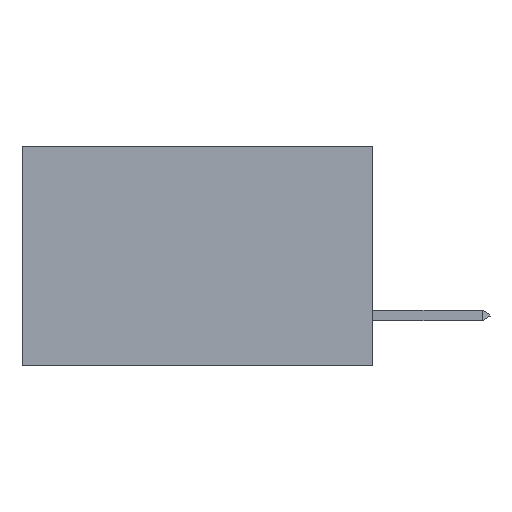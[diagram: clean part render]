
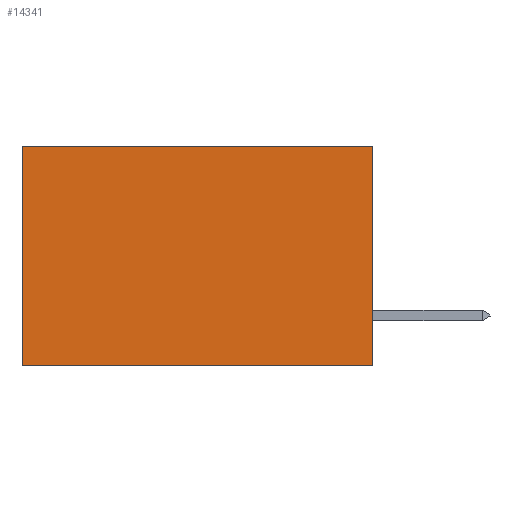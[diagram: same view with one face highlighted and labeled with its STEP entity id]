
A CAD part, left-side view. The second image highlights one B-rep face of the part: STEP entity #14341.
In plain terms, the highlighted planar face has unit normal (-1, 0, 0).
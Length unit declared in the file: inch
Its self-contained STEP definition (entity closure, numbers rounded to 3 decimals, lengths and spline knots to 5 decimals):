
#2475 = CARTESIAN_POINT ( 'NONE',  ( 0.277, 0., 0. ) ) ;
#2530 = CARTESIAN_POINT ( 'NONE',  ( 0.277, 0., -0.37 ) ) ;
#2986 = CARTESIAN_POINT ( 'NONE',  ( 0.277, 0.59, -0.37 ) ) ;
#3974 = LINE ( 'NONE', #21960, #24016 ) ;
#4097 = VECTOR ( 'NONE', #21328, 39.37008 ) ;
#4166 = VERTEX_POINT ( 'NONE', #8953 ) ;
#4308 = FACE_OUTER_BOUND ( 'NONE', #8235, .T. ) ;
#4460 = DIRECTION ( 'NONE',  ( 0., 0., -1. ) ) ;
#4807 = CARTESIAN_POINT ( 'NONE',  ( 0.277, 0., 0. ) ) ;
#5884 = LINE ( 'NONE', #2475, #15906 ) ;
#8235 = EDGE_LOOP ( 'NONE', ( #18340, #9402, #12585, #12480 ) ) ;
#8953 = CARTESIAN_POINT ( 'NONE',  ( 0.277, 0.59, 0. ) ) ;
#9217 = LINE ( 'NONE', #11190, #23684 ) ;
#9402 = ORIENTED_EDGE ( 'NONE', *, *, #11737, .F. ) ;
#9605 = EDGE_CURVE ( 'NONE', #4166, #20902, #19150, .T. ) ;
#11190 = CARTESIAN_POINT ( 'NONE',  ( 0.277, 0., -0.37 ) ) ;
#11737 = EDGE_CURVE ( 'NONE', #23609, #20902, #3974, .T. ) ;
#12480 = ORIENTED_EDGE ( 'NONE', *, *, #18791, .T. ) ;
#12585 = ORIENTED_EDGE ( 'NONE', *, *, #16718, .F. ) ;
#13830 = PLANE ( 'NONE',  #17571 ) ;
#14341 = ADVANCED_FACE ( 'NONE', ( #4308 ), #13830, .F. ) ;
#15743 = DIRECTION ( 'NONE',  ( 1., 0., 0. ) ) ;
#15906 = VECTOR ( 'NONE', #17509, 39.37008 ) ;
#15950 = VERTEX_POINT ( 'NONE', #4807 ) ;
#16718 = EDGE_CURVE ( 'NONE', #15950, #23609, #9217, .T. ) ;
#17509 = DIRECTION ( 'NONE',  ( 0., 1., 0. ) ) ;
#17571 = AXIS2_PLACEMENT_3D ( 'NONE', #2530, #15743, #4460 ) ;
#18239 = DIRECTION ( 'NONE',  ( 0., 1., 0. ) ) ;
#18340 = ORIENTED_EDGE ( 'NONE', *, *, #9605, .T. ) ;
#18791 = EDGE_CURVE ( 'NONE', #15950, #4166, #5884, .T. ) ;
#19150 = LINE ( 'NONE', #19415, #4097 ) ;
#19415 = CARTESIAN_POINT ( 'NONE',  ( 0.277, 0.59, -0.37 ) ) ;
#20902 = VERTEX_POINT ( 'NONE', #2986 ) ;
#21328 = DIRECTION ( 'NONE',  ( 0., 0., -1. ) ) ;
#21960 = CARTESIAN_POINT ( 'NONE',  ( 0.277, 0., -0.37 ) ) ;
#22499 = DIRECTION ( 'NONE',  ( 0., 0., -1. ) ) ;
#23609 = VERTEX_POINT ( 'NONE', #23941 ) ;
#23684 = VECTOR ( 'NONE', #22499, 39.37008 ) ;
#23941 = CARTESIAN_POINT ( 'NONE',  ( 0.277, 0., -0.37 ) ) ;
#24016 = VECTOR ( 'NONE', #18239, 39.37008 ) ;
